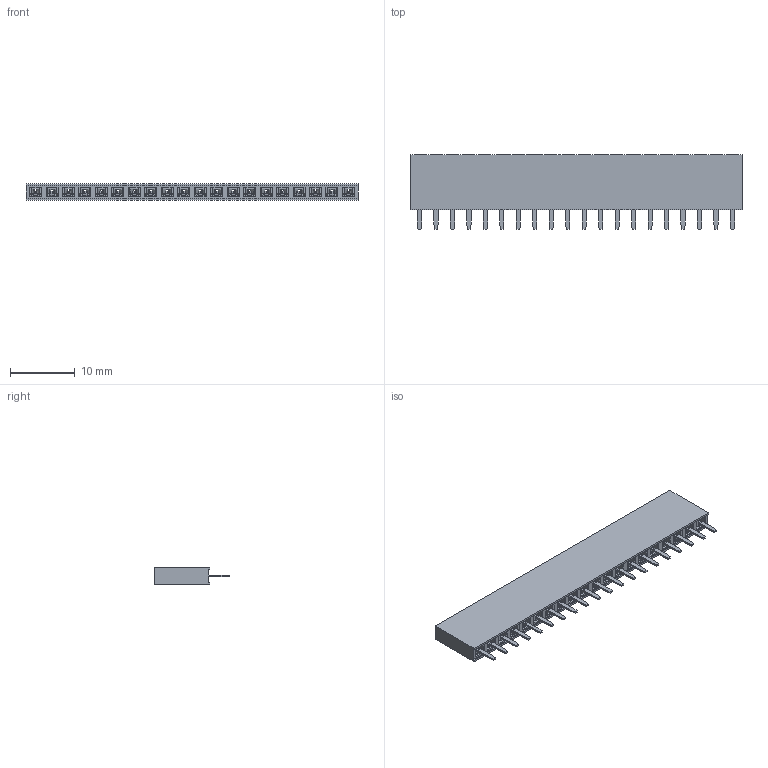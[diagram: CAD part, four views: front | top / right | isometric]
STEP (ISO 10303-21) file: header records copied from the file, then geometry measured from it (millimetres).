
FILE_DESCRIPTION((''),'2;1');
FILE_NAME('M20-7822046_ASM','2014-09-11T',('sbennett'),(''),'PRO/ENGINEER BY PARAMETRIC TECHNOLOGY CORPORATION, 2014090','PRO/ENGINEER BY PARAMETRIC TECHNOLOGY CORPORATION, 2014090','');
FILE_SCHEMA(('CONFIG_CONTROL_DESIGN'));
Length unit declared in the file: millimetre
Products named in the file (3): M20-78220_MOULD; M20-782_CONTACT; M20-7822046_ASM
Assembly tree (21 placements, depth 2):
  M20-7822046_ASM
    M20-78220_MOULD
    M20-782_CONTACT  x20
Bounding box: 51.2 x 11.5 x 2.5 mm (x, y, z)
Volume: 797 mm3; surface area: 2993 mm2
Topology: 21 solids, 21 shells, 2070 faces, 5444 edges, 3456 vertices
Faces by surface type: plane 1630, cylinder 440
Entity records: 13873 total; most frequent: CARTESIAN_POINT 1880, ORIENTED_EDGE 1806, DIRECTION 1699, PRESENTATION_STYLE_ASSIGNMENT 937, STYLED_ITEM 905, CURVE_STYLE 903, EDGE_CURVE 903, VECTOR 855
